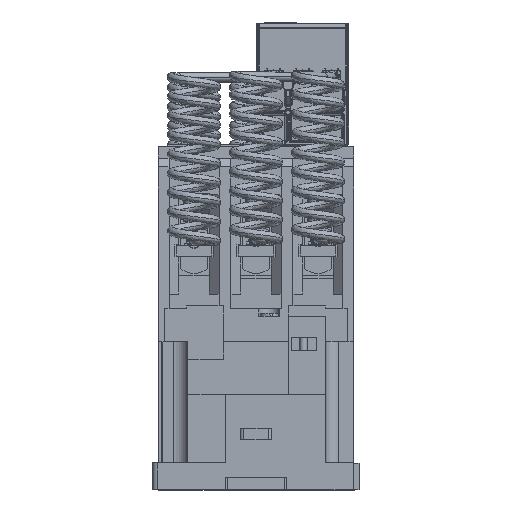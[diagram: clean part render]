
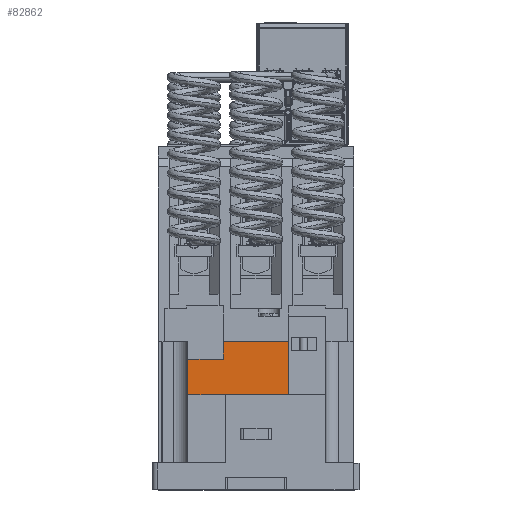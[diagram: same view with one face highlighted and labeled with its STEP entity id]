
A CAD part, top view. The second image highlights one B-rep face of the part: STEP entity #82862.
In plain terms, the highlighted planar face has unit normal (0, 0, 1).
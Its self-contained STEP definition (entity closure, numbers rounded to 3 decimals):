
#64803 = PLANE('',#64804);
#64804 = AXIS2_PLACEMENT_3D('',#64805,#64806,#64807);
#64805 = CARTESIAN_POINT('',(-34.225,-45.486,68.708));
#64806 = DIRECTION('',(1.,0.,0.));
#64807 = DIRECTION('',(0.,0.,-1.));
#66521 = PLANE('',#66522);
#66522 = AXIS2_PLACEMENT_3D('',#66523,#66524,#66525);
#66523 = CARTESIAN_POINT('',(-22.28,-21.961,69.503));
#66524 = DIRECTION('',(1.,0.,0.));
#66525 = DIRECTION('',(0.,1.,0.));
#66549 = PLANE('',#66550);
#66550 = AXIS2_PLACEMENT_3D('',#66551,#66552,#66553);
#66551 = CARTESIAN_POINT('',(-11.205,-24.986,74.703));
#66552 = DIRECTION('',(0.,1.,0.));
#66553 = DIRECTION('',(0.,0.,-1.));
#82119 = EDGE_CURVE('',#82120,#82122,#82124,.T.);
#82120 = VERTEX_POINT('',#82121);
#82121 = CARTESIAN_POINT('',(-22.28,-24.986,
    74.253));
#82122 = VERTEX_POINT('',#82123);
#82123 = CARTESIAN_POINT('',(-22.28,-30.986,
    74.253));
#82124 = SURFACE_CURVE('',#82125,(#82129,#82136),.PCURVE_S1.);
#82125 = LINE('',#82126,#82127);
#82126 = CARTESIAN_POINT('',(-22.28,-24.986,
    74.253));
#82127 = VECTOR('',#82128,1.);
#82128 = DIRECTION('',(0.,-1.,0.));
#82129 = PCURVE('',#66521,#82130);
#82130 = DEFINITIONAL_REPRESENTATION('',(#82131),#82135);
#82131 = LINE('',#82132,#82133);
#82132 = CARTESIAN_POINT('',(-3.025,4.75));
#82133 = VECTOR('',#82134,1.);
#82134 = DIRECTION('',(-1.,0.));
#82135 = ( GEOMETRIC_REPRESENTATION_CONTEXT(2) 
PARAMETRIC_REPRESENTATION_CONTEXT() REPRESENTATION_CONTEXT('2D SPACE',''
  ) );
#82136 = PCURVE('',#82137,#82142);
#82137 = PLANE('',#82138);
#82138 = AXIS2_PLACEMENT_3D('',#82139,#82140,#82141);
#82139 = CARTESIAN_POINT('',(-17.178,-33.986,74.253));
#82140 = DIRECTION('',(0.,0.,1.));
#82141 = DIRECTION('',(1.,0.,0.));
#82142 = DEFINITIONAL_REPRESENTATION('',(#82143),#82147);
#82143 = LINE('',#82144,#82145);
#82144 = CARTESIAN_POINT('',(-5.103,9.));
#82145 = VECTOR('',#82146,1.);
#82146 = DIRECTION('',(0.,-1.));
#82147 = ( GEOMETRIC_REPRESENTATION_CONTEXT(2) 
PARAMETRIC_REPRESENTATION_CONTEXT() REPRESENTATION_CONTEXT('2D SPACE',''
  ) );
#82209 = PLANE('',#82210);
#82210 = AXIS2_PLACEMENT_3D('',#82211,#82212,#82213);
#82211 = CARTESIAN_POINT('',(-28.253,-30.986,69.053));
#82212 = DIRECTION('',(0.,1.,0.));
#82213 = DIRECTION('',(1.,0.,0.));
#82306 = VERTEX_POINT('',#82307);
#82307 = CARTESIAN_POINT('',(-34.225,-30.986,
    74.253));
#82328 = EDGE_CURVE('',#82122,#82306,#82329,.T.);
#82329 = SURFACE_CURVE('',#82330,(#82334,#82341),.PCURVE_S1.);
#82330 = LINE('',#82331,#82332);
#82331 = CARTESIAN_POINT('',(-22.28,-30.986,
    74.253));
#82332 = VECTOR('',#82333,1.);
#82333 = DIRECTION('',(-1.,0.,0.));
#82334 = PCURVE('',#82209,#82335);
#82335 = DEFINITIONAL_REPRESENTATION('',(#82336),#82340);
#82336 = LINE('',#82337,#82338);
#82337 = CARTESIAN_POINT('',(5.972,-5.2));
#82338 = VECTOR('',#82339,1.);
#82339 = DIRECTION('',(-1.,0.));
#82340 = ( GEOMETRIC_REPRESENTATION_CONTEXT(2) 
PARAMETRIC_REPRESENTATION_CONTEXT() REPRESENTATION_CONTEXT('2D SPACE',''
  ) );
#82341 = PCURVE('',#82137,#82342);
#82342 = DEFINITIONAL_REPRESENTATION('',(#82343),#82347);
#82343 = LINE('',#82344,#82345);
#82344 = CARTESIAN_POINT('',(-5.103,3.));
#82345 = VECTOR('',#82346,1.);
#82346 = DIRECTION('',(-1.,0.));
#82347 = ( GEOMETRIC_REPRESENTATION_CONTEXT(2) 
PARAMETRIC_REPRESENTATION_CONTEXT() REPRESENTATION_CONTEXT('2D SPACE',''
  ) );
#82420 = PLANE('',#82421);
#82421 = AXIS2_PLACEMENT_3D('',#82422,#82423,#82424);
#82422 = CARTESIAN_POINT('',(-17.178,-42.986,69.053));
#82423 = DIRECTION('',(0.,1.,0.));
#82424 = DIRECTION('',(-1.,0.,0.));
#82820 = VERTEX_POINT('',#82821);
#82821 = CARTESIAN_POINT('',(-34.225,-42.986,74.253
    ));
#82842 = EDGE_CURVE('',#82306,#82820,#82843,.T.);
#82843 = SURFACE_CURVE('',#82844,(#82848,#82855),.PCURVE_S1.);
#82844 = LINE('',#82845,#82846);
#82845 = CARTESIAN_POINT('',(-34.225,-30.986,
    74.253));
#82846 = VECTOR('',#82847,1.);
#82847 = DIRECTION('',(0.,-1.,0.));
#82848 = PCURVE('',#64803,#82849);
#82849 = DEFINITIONAL_REPRESENTATION('',(#82850),#82854);
#82850 = LINE('',#82851,#82852);
#82851 = CARTESIAN_POINT('',(-5.545,14.5));
#82852 = VECTOR('',#82853,1.);
#82853 = DIRECTION('',(0.,-1.));
#82854 = ( GEOMETRIC_REPRESENTATION_CONTEXT(2) 
PARAMETRIC_REPRESENTATION_CONTEXT() REPRESENTATION_CONTEXT('2D SPACE',''
  ) );
#82855 = PCURVE('',#82137,#82856);
#82856 = DEFINITIONAL_REPRESENTATION('',(#82857),#82861);
#82857 = LINE('',#82858,#82859);
#82858 = CARTESIAN_POINT('',(-17.047,3.));
#82859 = VECTOR('',#82860,1.);
#82860 = DIRECTION('',(0.,-1.));
#82861 = ( GEOMETRIC_REPRESENTATION_CONTEXT(2) 
PARAMETRIC_REPRESENTATION_CONTEXT() REPRESENTATION_CONTEXT('2D SPACE',''
  ) );
#82862 = ADVANCED_FACE('',(#82863),#82137,.T.);
#82863 = FACE_BOUND('',#82864,.T.);
#82864 = EDGE_LOOP('',(#82865,#82895,#82916,#82917,#82918,#82919));
#82865 = ORIENTED_EDGE('',*,*,#82866,.T.);
#82866 = EDGE_CURVE('',#82867,#82869,#82871,.T.);
#82867 = VERTEX_POINT('',#82868);
#82868 = CARTESIAN_POINT('',(-0.13,-42.986,
    74.253));
#82869 = VERTEX_POINT('',#82870);
#82870 = CARTESIAN_POINT('',(-0.13,-24.986,74.253)
  );
#82871 = SURFACE_CURVE('',#82872,(#82876,#82883),.PCURVE_S1.);
#82872 = LINE('',#82873,#82874);
#82873 = CARTESIAN_POINT('',(-0.13,-42.986,
    74.253));
#82874 = VECTOR('',#82875,1.);
#82875 = DIRECTION('',(0.,1.,0.));
#82876 = PCURVE('',#82137,#82877);
#82877 = DEFINITIONAL_REPRESENTATION('',(#82878),#82882);
#82878 = LINE('',#82879,#82880);
#82879 = CARTESIAN_POINT('',(17.048,-9.));
#82880 = VECTOR('',#82881,1.);
#82881 = DIRECTION('',(0.,1.));
#82882 = ( GEOMETRIC_REPRESENTATION_CONTEXT(2) 
PARAMETRIC_REPRESENTATION_CONTEXT() REPRESENTATION_CONTEXT('2D SPACE',''
  ) );
#82883 = PCURVE('',#82884,#82889);
#82884 = PLANE('',#82885);
#82885 = AXIS2_PLACEMENT_3D('',#82886,#82887,#82888);
#82886 = CARTESIAN_POINT('',(6.122,-29.711,74.253));
#82887 = DIRECTION('',(0.,0.,1.));
#82888 = DIRECTION('',(1.,0.,0.));
#82889 = DEFINITIONAL_REPRESENTATION('',(#82890),#82894);
#82890 = LINE('',#82891,#82892);
#82891 = CARTESIAN_POINT('',(-6.252,-13.275));
#82892 = VECTOR('',#82893,1.);
#82893 = DIRECTION('',(0.,1.));
#82894 = ( GEOMETRIC_REPRESENTATION_CONTEXT(2) 
PARAMETRIC_REPRESENTATION_CONTEXT() REPRESENTATION_CONTEXT('2D SPACE',''
  ) );
#82895 = ORIENTED_EDGE('',*,*,#82896,.F.);
#82896 = EDGE_CURVE('',#82120,#82869,#82897,.T.);
#82897 = SURFACE_CURVE('',#82898,(#82902,#82909),.PCURVE_S1.);
#82898 = LINE('',#82899,#82900);
#82899 = CARTESIAN_POINT('',(-22.28,-24.986,
    74.253));
#82900 = VECTOR('',#82901,1.);
#82901 = DIRECTION('',(1.,0.,0.));
#82902 = PCURVE('',#82137,#82903);
#82903 = DEFINITIONAL_REPRESENTATION('',(#82904),#82908);
#82904 = LINE('',#82905,#82906);
#82905 = CARTESIAN_POINT('',(-5.103,9.));
#82906 = VECTOR('',#82907,1.);
#82907 = DIRECTION('',(1.,0.));
#82908 = ( GEOMETRIC_REPRESENTATION_CONTEXT(2) 
PARAMETRIC_REPRESENTATION_CONTEXT() REPRESENTATION_CONTEXT('2D SPACE',''
  ) );
#82909 = PCURVE('',#66549,#82910);
#82910 = DEFINITIONAL_REPRESENTATION('',(#82911),#82915);
#82911 = LINE('',#82912,#82913);
#82912 = CARTESIAN_POINT('',(0.45,11.075));
#82913 = VECTOR('',#82914,1.);
#82914 = DIRECTION('',(0.,-1.));
#82915 = ( GEOMETRIC_REPRESENTATION_CONTEXT(2) 
PARAMETRIC_REPRESENTATION_CONTEXT() REPRESENTATION_CONTEXT('2D SPACE',''
  ) );
#82916 = ORIENTED_EDGE('',*,*,#82119,.T.);
#82917 = ORIENTED_EDGE('',*,*,#82328,.T.);
#82918 = ORIENTED_EDGE('',*,*,#82842,.T.);
#82919 = ORIENTED_EDGE('',*,*,#82920,.F.);
#82920 = EDGE_CURVE('',#82867,#82820,#82921,.T.);
#82921 = SURFACE_CURVE('',#82922,(#82926,#82933),.PCURVE_S1.);
#82922 = LINE('',#82923,#82924);
#82923 = CARTESIAN_POINT('',(-0.13,-42.986,
    74.253));
#82924 = VECTOR('',#82925,1.);
#82925 = DIRECTION('',(-1.,0.,0.));
#82926 = PCURVE('',#82137,#82927);
#82927 = DEFINITIONAL_REPRESENTATION('',(#82928),#82932);
#82928 = LINE('',#82929,#82930);
#82929 = CARTESIAN_POINT('',(17.048,-9.));
#82930 = VECTOR('',#82931,1.);
#82931 = DIRECTION('',(-1.,0.));
#82932 = ( GEOMETRIC_REPRESENTATION_CONTEXT(2) 
PARAMETRIC_REPRESENTATION_CONTEXT() REPRESENTATION_CONTEXT('2D SPACE',''
  ) );
#82933 = PCURVE('',#82420,#82934);
#82934 = DEFINITIONAL_REPRESENTATION('',(#82935),#82939);
#82935 = LINE('',#82936,#82937);
#82936 = CARTESIAN_POINT('',(-17.048,5.2));
#82937 = VECTOR('',#82938,1.);
#82938 = DIRECTION('',(1.,0.));
#82939 = ( GEOMETRIC_REPRESENTATION_CONTEXT(2) 
PARAMETRIC_REPRESENTATION_CONTEXT() REPRESENTATION_CONTEXT('2D SPACE',''
  ) );
